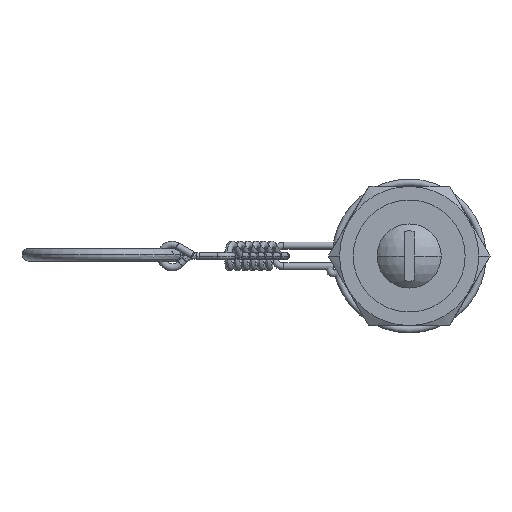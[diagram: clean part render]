
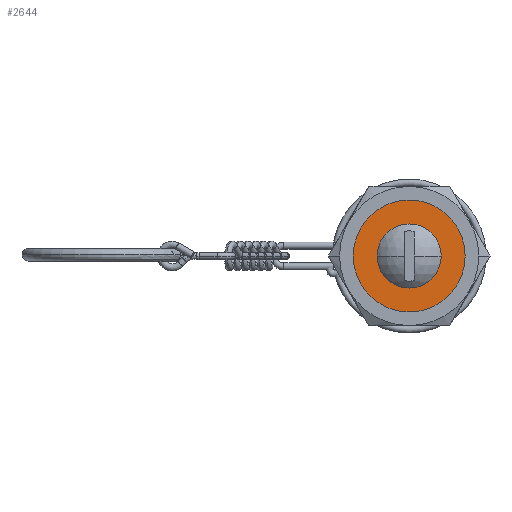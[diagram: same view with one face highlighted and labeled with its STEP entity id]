
A CAD part, left-side view. The second image highlights one B-rep face of the part: STEP entity #2644.
In plain terms, the highlighted face is planar.
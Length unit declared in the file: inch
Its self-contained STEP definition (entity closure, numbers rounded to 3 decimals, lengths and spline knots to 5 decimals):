
#95 = CIRCLE ( 'NONE', #17485, 0.5 ) ;
#303 = CIRCLE ( 'NONE', #10737, 0.14063 ) ;
#2463 = ORIENTED_EDGE ( 'NONE', *, *, #15874, .T. ) ;
#2501 = DIRECTION ( 'NONE',  ( 1., 0., 0. ) ) ;
#2644 = ADVANCED_FACE ( 'NONE', ( #6735, #3142 ), #4073, .T. ) ;
#2713 = DIRECTION ( 'NONE',  ( 0., 0., 1. ) ) ;
#2937 = ORIENTED_EDGE ( 'NONE', *, *, #17069, .T. ) ;
#3142 = FACE_BOUND ( 'NONE', #17727, .T. ) ;
#3271 = VERTEX_POINT ( 'NONE', #8207 ) ;
#3453 = EDGE_LOOP ( 'NONE', ( #2463, #2937 ) ) ;
#3607 = EDGE_CURVE ( 'NONE', #13218, #3271, #4664, .T. ) ;
#3630 = DIRECTION ( 'NONE',  ( 0., 0., 1. ) ) ;
#4073 = PLANE ( 'NONE',  #16455 ) ;
#4137 = DIRECTION ( 'NONE',  ( 1., 0., 0. ) ) ;
#4664 = CIRCLE ( 'NONE', #13555, 0.14063 ) ;
#5052 = CARTESIAN_POINT ( 'NONE',  ( 0., 0., 0.04688 ) ) ;
#5755 = ORIENTED_EDGE ( 'NONE', *, *, #3607, .F. ) ;
#6162 = CARTESIAN_POINT ( 'NONE',  ( 0.14063, 0., 0.04688 ) ) ;
#6735 = FACE_OUTER_BOUND ( 'NONE', #3453, .T. ) ;
#7233 = CARTESIAN_POINT ( 'NONE',  ( -0.5, 0., 0.04688 ) ) ;
#8207 = CARTESIAN_POINT ( 'NONE',  ( -0.14063, 0., 0.04688 ) ) ;
#8436 = EDGE_CURVE ( 'NONE', #3271, #13218, #303, .T. ) ;
#9366 = DIRECTION ( 'NONE',  ( 1., 0., 0. ) ) ;
#9731 = CARTESIAN_POINT ( 'NONE',  ( 0., 0., 0.04688 ) ) ;
#10737 = AXIS2_PLACEMENT_3D ( 'NONE', #11067, #11193, #2501 ) ;
#10942 = CARTESIAN_POINT ( 'NONE',  ( 0., 0., 0.04688 ) ) ;
#11067 = CARTESIAN_POINT ( 'NONE',  ( 0., 0., 0.04688 ) ) ;
#11193 = DIRECTION ( 'NONE',  ( 0., 0., 1. ) ) ;
#11336 = CARTESIAN_POINT ( 'NONE',  ( 0., 0., 0.04688 ) ) ;
#11398 = CARTESIAN_POINT ( 'NONE',  ( 0.5, 0., 0.04688 ) ) ;
#11528 = AXIS2_PLACEMENT_3D ( 'NONE', #9731, #12604, #18411 ) ;
#12272 = DIRECTION ( 'NONE',  ( 1., 0., 0. ) ) ;
#12604 = DIRECTION ( 'NONE',  ( 0., 0., 1. ) ) ;
#13218 = VERTEX_POINT ( 'NONE', #6162 ) ;
#13555 = AXIS2_PLACEMENT_3D ( 'NONE', #5052, #16401, #12272 ) ;
#14040 = CIRCLE ( 'NONE', #11528, 0.5 ) ;
#15162 = ORIENTED_EDGE ( 'NONE', *, *, #8436, .F. ) ;
#15874 = EDGE_CURVE ( 'NONE', #16059, #16369, #14040, .T. ) ;
#16059 = VERTEX_POINT ( 'NONE', #7233 ) ;
#16369 = VERTEX_POINT ( 'NONE', #11398 ) ;
#16401 = DIRECTION ( 'NONE',  ( 0., 0., 1. ) ) ;
#16455 = AXIS2_PLACEMENT_3D ( 'NONE', #11336, #2713, #4137 ) ;
#17069 = EDGE_CURVE ( 'NONE', #16369, #16059, #95, .T. ) ;
#17485 = AXIS2_PLACEMENT_3D ( 'NONE', #10942, #3630, #9366 ) ;
#17727 = EDGE_LOOP ( 'NONE', ( #15162, #5755 ) ) ;
#18411 = DIRECTION ( 'NONE',  ( 1., 0., 0. ) ) ;
